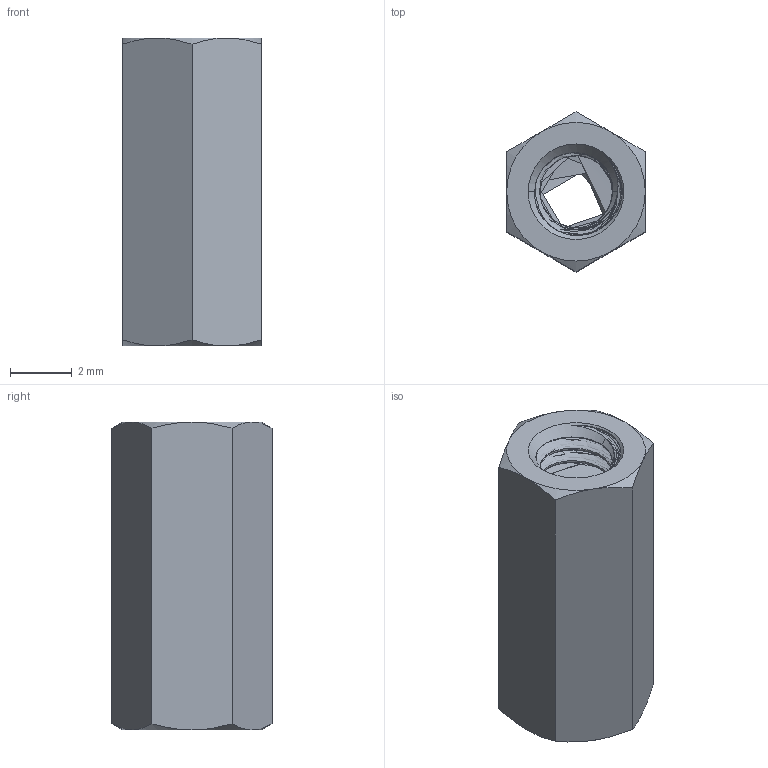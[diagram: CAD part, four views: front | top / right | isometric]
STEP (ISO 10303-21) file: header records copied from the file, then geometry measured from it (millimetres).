
FILE_DESCRIPTION (( 'STEP AP203' ), '1' );
FILE_NAME ('95947A006.step', '2015-09-03T14:12:54', ( '' ), ( '' ), 'SwSTEP 2.0', 'SolidWorks 2010', '' );
FILE_SCHEMA (( 'CONFIG_CONTROL_DESIGN' ));
Length unit declared in the file: millimetre
Products named in the file (1): 95947A006
Bounding box: 4.5 x 5.2 x 10 mm (x, y, z)
Volume: 118.1 mm3; surface area: 320.5 mm2
Topology: 1 solids, 1 shells, 70 faces, 192 edges, 124 vertices
Faces by surface type: cylinder 41, cone 18, plane 8, bspline 3
Entity records: 4762 total; most frequent: CARTESIAN_POINT 3230, ORIENTED_EDGE 384, DIRECTION 224, EDGE_CURVE 192, VERTEX_POINT 124, AXIS2_PLACEMENT_3D 86, EDGE_LOOP 72, FACE_OUTER_BOUND 70
